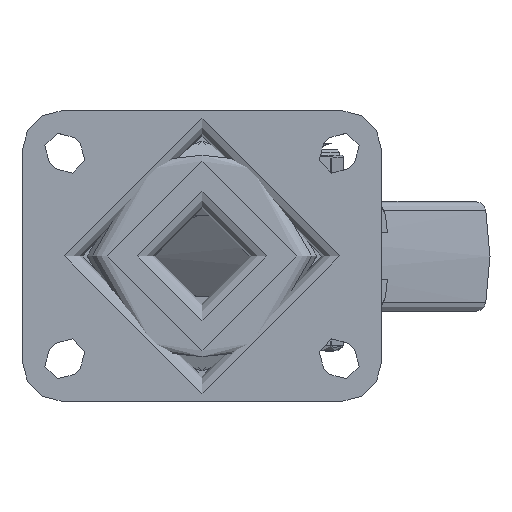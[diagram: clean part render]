
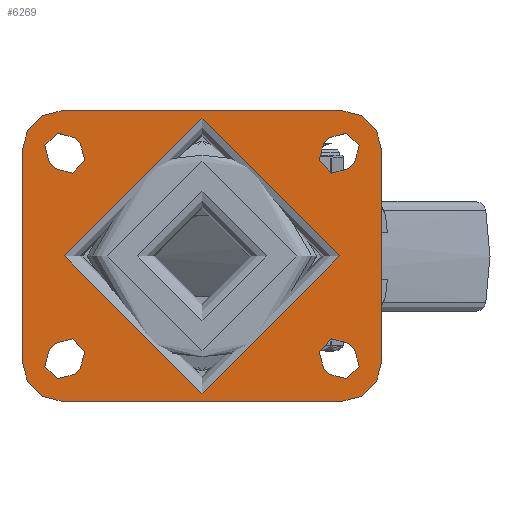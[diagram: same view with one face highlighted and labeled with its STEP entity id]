
A CAD part, top view. The second image highlights one B-rep face of the part: STEP entity #6269.
In plain terms, the highlighted planar face has unit normal (0, 0, 1).
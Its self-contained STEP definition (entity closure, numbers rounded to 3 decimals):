
#614=FACE_BOUND('',#2175,.T.);
#615=FACE_BOUND('',#2176,.T.);
#616=FACE_BOUND('',#2177,.T.);
#617=FACE_BOUND('',#2178,.T.);
#618=FACE_BOUND('',#2179,.T.);
#678=PLANE('',#6912);
#848=LINE('',#9762,#1238);
#849=LINE('',#9763,#1239);
#850=LINE('',#9764,#1240);
#851=LINE('',#9765,#1241);
#852=LINE('',#9766,#1242);
#853=LINE('',#9767,#1243);
#854=LINE('',#9768,#1244);
#855=LINE('',#9769,#1245);
#856=LINE('',#9770,#1246);
#857=LINE('',#9771,#1247);
#858=LINE('',#9772,#1248);
#859=LINE('',#9773,#1249);
#1238=VECTOR('',#7816,1000.);
#1239=VECTOR('',#7817,1000.);
#1240=VECTOR('',#7818,1000.);
#1241=VECTOR('',#7819,1000.);
#1242=VECTOR('',#7820,1000.);
#1243=VECTOR('',#7821,1000.);
#1244=VECTOR('',#7822,1000.);
#1245=VECTOR('',#7823,1000.);
#1246=VECTOR('',#7824,1000.);
#1247=VECTOR('',#7825,1000.);
#1248=VECTOR('',#7826,1000.);
#1249=VECTOR('',#7827,1000.);
#1777=FACE_OUTER_BOUND('',#2174,.T.);
#2174=EDGE_LOOP('',(#4512,#4513,#4514,#4515,#4516,#4517,#4518,#4519));
#2175=EDGE_LOOP('',(#4520));
#2176=EDGE_LOOP('',(#4521,#4522,#4523,#4524));
#2177=EDGE_LOOP('',(#4525,#4526,#4527,#4528));
#2178=EDGE_LOOP('',(#4529,#4530,#4531,#4532));
#2179=EDGE_LOOP('',(#4533,#4534,#4535,#4536));
#2602=CIRCLE('',#6836,5.125);
#2603=CIRCLE('',#6838,5.125);
#2606=CIRCLE('',#6842,5.125);
#2607=CIRCLE('',#6844,5.125);
#2609=CIRCLE('',#6847,5.125);
#2612=CIRCLE('',#6851,5.125);
#2613=CIRCLE('',#6853,5.125);
#2616=CIRCLE('',#6857,5.125);
#2617=CIRCLE('',#6859,12.);
#2619=CIRCLE('',#6862,12.);
#2621=CIRCLE('',#6865,12.);
#2623=CIRCLE('',#6868,12.);
#2626=CIRCLE('',#6873,40.);
#2931=VERTEX_POINT('',#9591);
#2932=VERTEX_POINT('',#9593);
#2933=VERTEX_POINT('',#9597);
#2934=VERTEX_POINT('',#9598);
#2939=VERTEX_POINT('',#9609);
#2940=VERTEX_POINT('',#9611);
#2941=VERTEX_POINT('',#9615);
#2942=VERTEX_POINT('',#9616);
#2945=VERTEX_POINT('',#9624);
#2946=VERTEX_POINT('',#9625);
#2951=VERTEX_POINT('',#9636);
#2952=VERTEX_POINT('',#9638);
#2953=VERTEX_POINT('',#9642);
#2954=VERTEX_POINT('',#9643);
#2959=VERTEX_POINT('',#9654);
#2960=VERTEX_POINT('',#9656);
#2961=VERTEX_POINT('',#9660);
#2962=VERTEX_POINT('',#9661);
#2965=VERTEX_POINT('',#9669);
#2966=VERTEX_POINT('',#9670);
#2969=VERTEX_POINT('',#9678);
#2970=VERTEX_POINT('',#9679);
#2973=VERTEX_POINT('',#9687);
#2974=VERTEX_POINT('',#9688);
#2978=VERTEX_POINT('',#9700);
#3502=EDGE_CURVE('',#2932,#2931,#2602,.T.);
#3504=EDGE_CURVE('',#2933,#2934,#2603,.T.);
#3510=EDGE_CURVE('',#2940,#2939,#2606,.T.);
#3512=EDGE_CURVE('',#2941,#2942,#2607,.T.);
#3516=EDGE_CURVE('',#2945,#2946,#2609,.T.);
#3522=EDGE_CURVE('',#2952,#2951,#2612,.T.);
#3524=EDGE_CURVE('',#2953,#2954,#2613,.T.);
#3530=EDGE_CURVE('',#2960,#2959,#2616,.T.);
#3532=EDGE_CURVE('',#2961,#2962,#2617,.T.);
#3536=EDGE_CURVE('',#2965,#2966,#2619,.T.);
#3540=EDGE_CURVE('',#2969,#2970,#2621,.T.);
#3544=EDGE_CURVE('',#2973,#2974,#2623,.T.);
#3550=EDGE_CURVE('',#2978,#2978,#2626,.T.);
#3579=EDGE_CURVE('',#2970,#2973,#848,.T.);
#3580=EDGE_CURVE('',#2966,#2969,#849,.T.);
#3581=EDGE_CURVE('',#2962,#2965,#850,.T.);
#3582=EDGE_CURVE('',#2974,#2961,#851,.T.);
#3583=EDGE_CURVE('',#2954,#2960,#852,.T.);
#3584=EDGE_CURVE('',#2959,#2953,#853,.T.);
#3585=EDGE_CURVE('',#2946,#2952,#854,.T.);
#3586=EDGE_CURVE('',#2951,#2945,#855,.T.);
#3587=EDGE_CURVE('',#2939,#2941,#856,.T.);
#3588=EDGE_CURVE('',#2942,#2940,#857,.T.);
#3589=EDGE_CURVE('',#2931,#2933,#858,.T.);
#3590=EDGE_CURVE('',#2934,#2932,#859,.T.);
#4512=ORIENTED_EDGE('',*,*,#3544,.F.);
#4513=ORIENTED_EDGE('',*,*,#3579,.F.);
#4514=ORIENTED_EDGE('',*,*,#3540,.F.);
#4515=ORIENTED_EDGE('',*,*,#3580,.F.);
#4516=ORIENTED_EDGE('',*,*,#3536,.F.);
#4517=ORIENTED_EDGE('',*,*,#3581,.F.);
#4518=ORIENTED_EDGE('',*,*,#3532,.F.);
#4519=ORIENTED_EDGE('',*,*,#3582,.F.);
#4520=ORIENTED_EDGE('',*,*,#3550,.F.);
#4521=ORIENTED_EDGE('',*,*,#3583,.T.);
#4522=ORIENTED_EDGE('',*,*,#3530,.T.);
#4523=ORIENTED_EDGE('',*,*,#3584,.T.);
#4524=ORIENTED_EDGE('',*,*,#3524,.T.);
#4525=ORIENTED_EDGE('',*,*,#3585,.T.);
#4526=ORIENTED_EDGE('',*,*,#3522,.T.);
#4527=ORIENTED_EDGE('',*,*,#3586,.T.);
#4528=ORIENTED_EDGE('',*,*,#3516,.T.);
#4529=ORIENTED_EDGE('',*,*,#3587,.T.);
#4530=ORIENTED_EDGE('',*,*,#3512,.T.);
#4531=ORIENTED_EDGE('',*,*,#3588,.T.);
#4532=ORIENTED_EDGE('',*,*,#3510,.T.);
#4533=ORIENTED_EDGE('',*,*,#3589,.T.);
#4534=ORIENTED_EDGE('',*,*,#3504,.T.);
#4535=ORIENTED_EDGE('',*,*,#3590,.T.);
#4536=ORIENTED_EDGE('',*,*,#3502,.T.);
#6269=ADVANCED_FACE('',(#1777,#614,#615,#616,#617,#618),#678,.T.);
#6836=AXIS2_PLACEMENT_3D('',#9594,#7634,#7635);
#6838=AXIS2_PLACEMENT_3D('',#9599,#7639,#7640);
#6842=AXIS2_PLACEMENT_3D('',#9612,#7650,#7651);
#6844=AXIS2_PLACEMENT_3D('',#9617,#7655,#7656);
#6847=AXIS2_PLACEMENT_3D('',#9626,#7663,#7664);
#6851=AXIS2_PLACEMENT_3D('',#9639,#7674,#7675);
#6853=AXIS2_PLACEMENT_3D('',#9644,#7679,#7680);
#6857=AXIS2_PLACEMENT_3D('',#9657,#7690,#7691);
#6859=AXIS2_PLACEMENT_3D('',#9662,#7695,#7696);
#6862=AXIS2_PLACEMENT_3D('',#9671,#7703,#7704);
#6865=AXIS2_PLACEMENT_3D('',#9680,#7711,#7712);
#6868=AXIS2_PLACEMENT_3D('',#9689,#7719,#7720);
#6873=AXIS2_PLACEMENT_3D('',#9701,#7732,#7733);
#6912=AXIS2_PLACEMENT_3D('',#9761,#7814,#7815);
#7634=DIRECTION('center_axis',(0.,0.,-1.));
#7635=DIRECTION('ref_axis',(-1.,0.,0.));
#7639=DIRECTION('center_axis',(0.,0.,-1.));
#7640=DIRECTION('ref_axis',(-1.,0.,0.));
#7650=DIRECTION('center_axis',(0.,0.,-1.));
#7651=DIRECTION('ref_axis',(-1.,0.,0.));
#7655=DIRECTION('center_axis',(0.,0.,-1.));
#7656=DIRECTION('ref_axis',(-1.,0.,0.));
#7663=DIRECTION('center_axis',(0.,0.,-1.));
#7664=DIRECTION('ref_axis',(1.,0.,0.));
#7674=DIRECTION('center_axis',(0.,0.,-1.));
#7675=DIRECTION('ref_axis',(1.,0.,0.));
#7679=DIRECTION('center_axis',(0.,0.,-1.));
#7680=DIRECTION('ref_axis',(1.,0.,0.));
#7690=DIRECTION('center_axis',(0.,0.,-1.));
#7691=DIRECTION('ref_axis',(1.,0.,0.));
#7695=DIRECTION('center_axis',(0.,0.,-1.));
#7696=DIRECTION('ref_axis',(-0.707,0.707,0.));
#7703=DIRECTION('center_axis',(0.,0.,-1.));
#7704=DIRECTION('ref_axis',(0.707,0.707,0.));
#7711=DIRECTION('center_axis',(0.,0.,-1.));
#7712=DIRECTION('ref_axis',(0.707,-0.707,0.));
#7719=DIRECTION('center_axis',(0.,0.,-1.));
#7720=DIRECTION('ref_axis',(-0.707,-0.707,0.));
#7732=DIRECTION('center_axis',(0.,0.,1.));
#7733=DIRECTION('ref_axis',(1.,0.,0.));
#7814=DIRECTION('center_axis',(0.,0.,1.));
#7815=DIRECTION('ref_axis',(1.,0.,0.));
#7816=DIRECTION('',(-1.,0.,0.));
#7817=DIRECTION('',(0.,-1.,0.));
#7818=DIRECTION('',(1.,0.,0.));
#7819=DIRECTION('',(0.,1.,0.));
#7820=DIRECTION('',(-0.707,0.707,0.));
#7821=DIRECTION('',(0.707,-0.707,0.));
#7822=DIRECTION('',(-0.707,-0.707,0.));
#7823=DIRECTION('',(0.707,0.707,0.));
#7824=DIRECTION('',(-0.707,-0.707,0.));
#7825=DIRECTION('',(0.707,0.707,0.));
#7826=DIRECTION('',(-0.707,0.707,0.));
#7827=DIRECTION('',(0.707,-0.707,0.));
#9591=CARTESIAN_POINT('',(37.26,-34.508,0.));
#9593=CARTESIAN_POINT('',(44.508,-27.26,0.));
#9594=CARTESIAN_POINT('Origin',(40.884,-30.884,0.));
#9597=CARTESIAN_POINT('',(35.492,-32.74,0.));
#9598=CARTESIAN_POINT('',(42.74,-25.492,0.));
#9599=CARTESIAN_POINT('Origin',(39.116,-29.116,0.));
#9609=CARTESIAN_POINT('',(44.508,27.26,0.));
#9611=CARTESIAN_POINT('',(37.26,34.508,0.));
#9612=CARTESIAN_POINT('Origin',(40.884,30.884,0.));
#9615=CARTESIAN_POINT('',(42.74,25.492,0.));
#9616=CARTESIAN_POINT('',(35.492,32.74,0.));
#9617=CARTESIAN_POINT('Origin',(39.116,29.116,0.));
#9624=CARTESIAN_POINT('',(-42.74,-25.492,0.));
#9625=CARTESIAN_POINT('',(-35.492,-32.74,0.));
#9626=CARTESIAN_POINT('Origin',(-39.116,-29.116,0.));
#9636=CARTESIAN_POINT('',(-44.508,-27.26,0.));
#9638=CARTESIAN_POINT('',(-37.26,-34.508,0.));
#9639=CARTESIAN_POINT('Origin',(-40.884,-30.884,0.));
#9642=CARTESIAN_POINT('',(-35.492,32.74,0.));
#9643=CARTESIAN_POINT('',(-42.74,25.492,0.));
#9644=CARTESIAN_POINT('Origin',(-39.116,29.116,0.));
#9654=CARTESIAN_POINT('',(-37.26,34.508,0.));
#9656=CARTESIAN_POINT('',(-44.508,27.26,0.));
#9657=CARTESIAN_POINT('Origin',(-40.884,30.884,0.));
#9660=CARTESIAN_POINT('',(-52.5,30.5,0.));
#9661=CARTESIAN_POINT('',(-40.5,42.5,0.));
#9662=CARTESIAN_POINT('Origin',(-40.5,30.5,0.));
#9669=CARTESIAN_POINT('',(40.5,42.5,0.));
#9670=CARTESIAN_POINT('',(52.5,30.5,0.));
#9671=CARTESIAN_POINT('Origin',(40.5,30.5,0.));
#9678=CARTESIAN_POINT('',(52.5,-30.5,0.));
#9679=CARTESIAN_POINT('',(40.5,-42.5,0.));
#9680=CARTESIAN_POINT('Origin',(40.5,-30.5,0.));
#9687=CARTESIAN_POINT('',(-40.5,-42.5,0.));
#9688=CARTESIAN_POINT('',(-52.5,-30.5,0.));
#9689=CARTESIAN_POINT('Origin',(-40.5,-30.5,0.));
#9700=CARTESIAN_POINT('',(40.,0.,0.));
#9701=CARTESIAN_POINT('Origin',(0.,0.,0.));
#9761=CARTESIAN_POINT('Origin',(0.,0.,0.));
#9762=CARTESIAN_POINT('',(52.5,-42.5,0.));
#9763=CARTESIAN_POINT('',(52.5,42.5,0.));
#9764=CARTESIAN_POINT('',(-52.5,42.5,0.));
#9765=CARTESIAN_POINT('',(-52.5,-42.5,0.));
#9766=CARTESIAN_POINT('',(-44.508,27.26,0.));
#9767=CARTESIAN_POINT('',(-37.26,34.508,0.));
#9768=CARTESIAN_POINT('',(-37.26,-34.508,0.));
#9769=CARTESIAN_POINT('',(-44.508,-27.26,0.));
#9770=CARTESIAN_POINT('',(44.508,27.26,0.));
#9771=CARTESIAN_POINT('',(37.26,34.508,0.));
#9772=CARTESIAN_POINT('',(37.26,-34.508,0.));
#9773=CARTESIAN_POINT('',(44.508,-27.26,0.));
